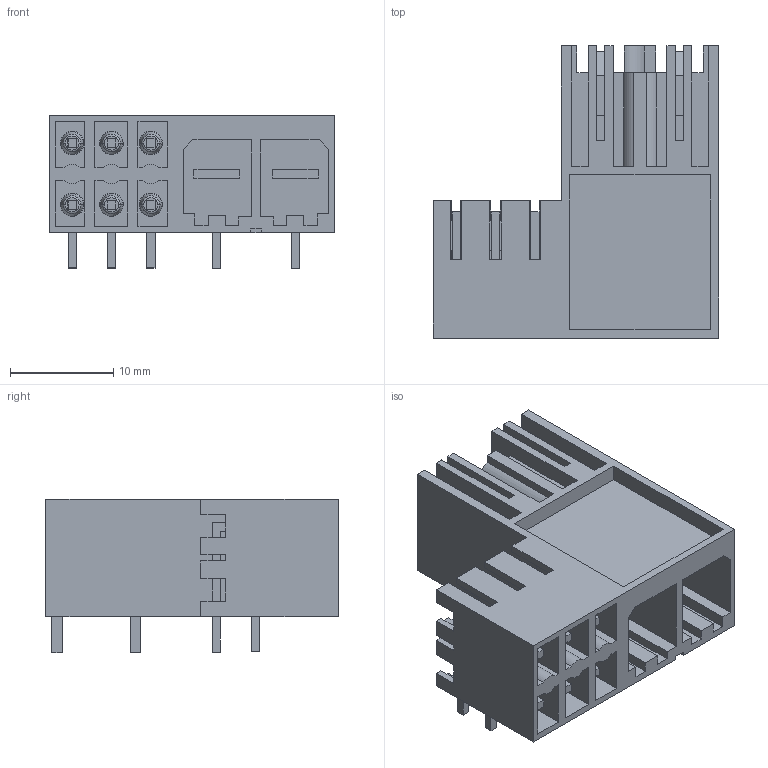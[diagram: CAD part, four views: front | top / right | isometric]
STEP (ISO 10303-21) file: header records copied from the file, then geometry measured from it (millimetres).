
FILE_DESCRIPTION(('CATIA V5R22 STEP214','CAx-IF Rec.Pracs.--- Model Styling and Organization---1.4--- 2014-01-23'),'2;1');
FILE_NAME ('006089-3_0_1090850000_1090850000.stp','2023-06-20T08:24:54+00:00',('none'),('Weidmueller'),'CATIA Version 5-6 Release 2016 SP3 HF44','CATIA V5 STEP AP214','none');
FILE_SCHEMA(('AUTOMOTIVE_DESIGN { 1 0 10303 214 1 1 1 1 }'));
Length unit declared in the file: millimetre
Products named in the file (1): 1090850000
Bounding box: 27.64 x 28.3 x 14.9 mm (x, y, z)
Volume: 3483.2 mm3; surface area: 6489 mm2
Topology: 9 solids, 9 shells, 481 faces, 1417 edges, 961 vertices
Faces by surface type: plane 436, torus 24, cone 12, cylinder 9
Entity records: 14938 total; most frequent: ORIENTED_EDGE 2834, CARTESIAN_POINT 2762, DIRECTION 1999, EDGE_CURVE 1417, VECTOR 1323, LINE 1323, VERTEX_POINT 961, EDGE_LOOP 504
